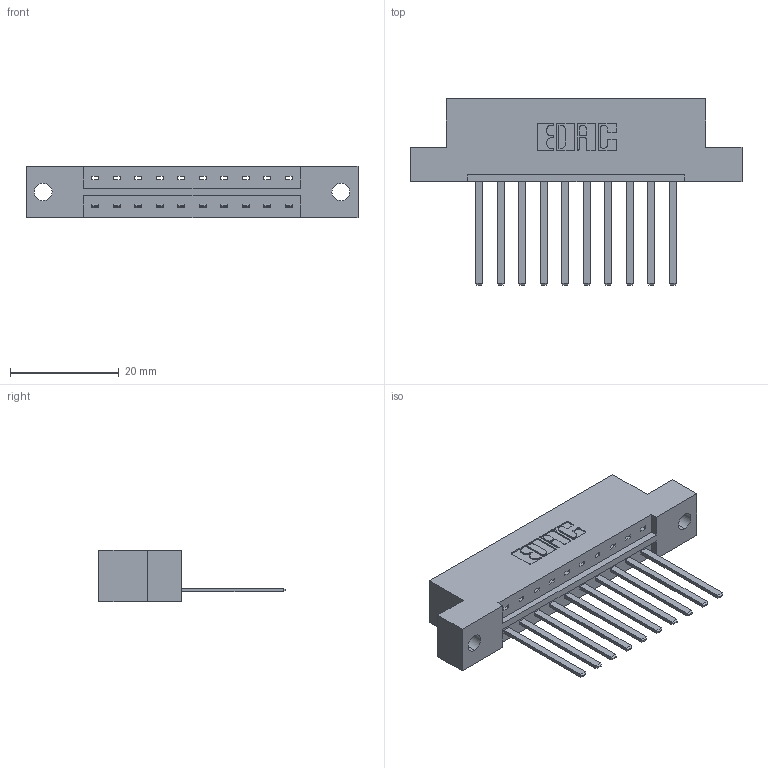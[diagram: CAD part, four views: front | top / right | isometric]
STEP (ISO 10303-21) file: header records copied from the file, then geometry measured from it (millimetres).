
FILE_DESCRIPTION (( 'STEP AP203' ), '1' );
FILE_NAME ('333-010-544-102.STEP', '2018-07-31T23:05:24', ( '' ), ( '' ), 'SwSTEP 2.0', 'SolidWorks 2016', '' );
FILE_SCHEMA (( 'CONFIG_CONTROL_DESIGN' ));
Length unit declared in the file: inch
Products named in the file (3): 333 Part_Flush - .128 Dia; 345-292-001_345-293-144; 333-010-544-102
Assembly tree (11 placements, depth 2):
  333-010-544-102
    333 Part_Flush - .128 Dia
    345-292-001_345-293-144  x10
Bounding box: 61.16 x 34.3 x 9.4 mm (x, y, z)
Volume: 5958.7 mm3; surface area: 6342 mm2
Topology: 11 solids, 11 shells, 634 faces, 1891 edges, 1246 vertices
Faces by surface type: plane 450, cylinder 184
Entity records: 10071 total; most frequent: CARTESIAN_POINT 1748, ORIENTED_EDGE 1694, DIRECTION 1535, EDGE_CURVE 847, LINE 723, VECTOR 723, VERTEX_POINT 562, AXIS2_PLACEMENT_3D 406
